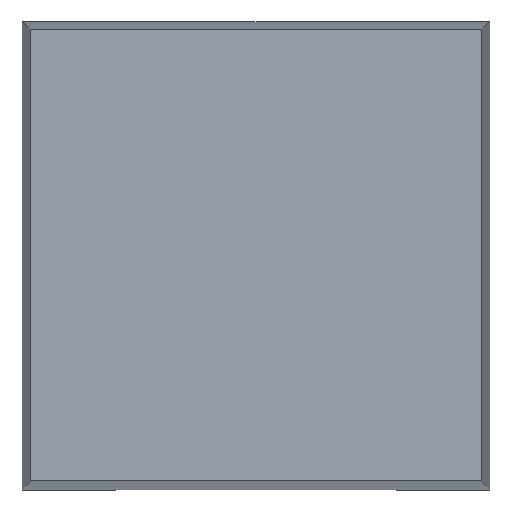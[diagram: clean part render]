
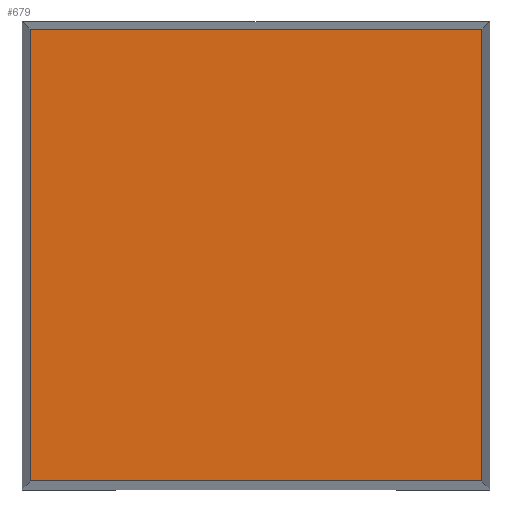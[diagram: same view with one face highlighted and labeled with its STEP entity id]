
A CAD part, top view. The second image highlights one B-rep face of the part: STEP entity #679.
In plain terms, the highlighted planar face has unit normal (0, 0, 1).
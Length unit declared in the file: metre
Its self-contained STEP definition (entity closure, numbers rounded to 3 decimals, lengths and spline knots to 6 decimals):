
#46=LINE('',#1069,#130);
#52=LINE('',#1080,#136);
#56=LINE('',#1087,#140);
#58=LINE('',#1090,#142);
#130=VECTOR('',#864,1.);
#136=VECTOR('',#872,1.);
#140=VECTOR('',#878,1.);
#142=VECTOR('',#882,1.);
#240=ORIENTED_EDGE('',*,*,#402,.F.);
#241=ORIENTED_EDGE('',*,*,#408,.T.);
#242=ORIENTED_EDGE('',*,*,#412,.T.);
#243=ORIENTED_EDGE('',*,*,#414,.F.);
#402=EDGE_CURVE('',#493,#494,#46,.T.);
#408=EDGE_CURVE('',#493,#497,#52,.F.);
#412=EDGE_CURVE('',#497,#499,#56,.F.);
#414=EDGE_CURVE('',#494,#499,#58,.T.);
#493=VERTEX_POINT('',#1068);
#494=VERTEX_POINT('',#1070);
#497=VERTEX_POINT('',#1079);
#499=VERTEX_POINT('',#1086);
#545=EDGE_LOOP('',(#240,#241,#242,#243));
#595=FACE_BOUND('',#545,.T.);
#641=PLANE('',#787);
#679=ADVANCED_FACE('',(#595),#641,.T.);
#787=AXIS2_PLACEMENT_3D('',#1092,#884,#885);
#864=DIRECTION('',(-1.,0.,0.));
#872=DIRECTION('',(0.,-1.,0.));
#878=DIRECTION('',(1.,0.,0.));
#882=DIRECTION('',(0.,1.,0.));
#884=DIRECTION('',(0.,0.,1.));
#885=DIRECTION('',(1.,0.,0.));
#1068=CARTESIAN_POINT('',(0.007238,-0.007238,0.015));
#1069=CARTESIAN_POINT('',(0.,-0.007238,0.015));
#1070=CARTESIAN_POINT('',(-0.007238,-0.007238,0.015));
#1079=CARTESIAN_POINT('',(0.007238,0.007238,0.015));
#1080=CARTESIAN_POINT('',(0.007238,-0.0075,0.015));
#1086=CARTESIAN_POINT('',(-0.007238,0.007238,0.015));
#1087=CARTESIAN_POINT('',(0.,0.007238,0.015));
#1090=CARTESIAN_POINT('',(-0.007238,-0.0075,0.015));
#1092=CARTESIAN_POINT('',(0.,0.,0.015));
